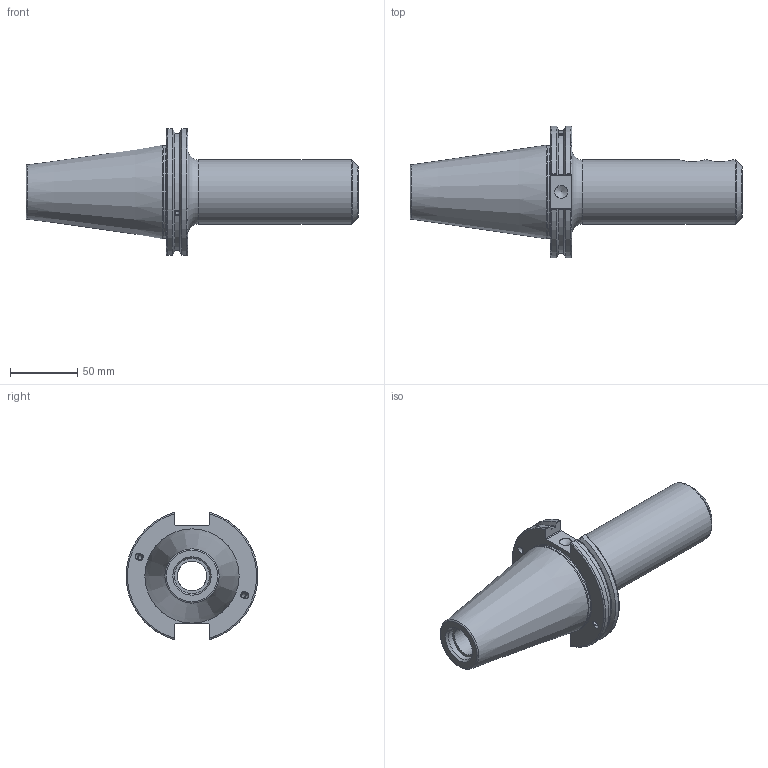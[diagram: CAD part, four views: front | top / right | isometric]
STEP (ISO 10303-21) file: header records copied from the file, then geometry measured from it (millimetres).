
FILE_DESCRIPTION(/* description */ (''),/* implementation_level */ '2;1');
FILE_NAME(/* name */ 'AL112B.stp',/* time_stamp */ '2025-01-23T10:01:24+09:00',/* author */ ('YSH'),/* organization */ (''),/* preprocessor_version */ 'ST-DEVELOPER v20',/* originating_system */ 'Autodesk Inventor 2025',/* authorisation */ '');
FILE_SCHEMA (('AUTOMOTIVE_DESIGN { 1 0 10303 214 3 1 1 }'));
Length unit declared in the file: millimetre
Products named in the file (1): LO-CAT50ADB-EMH22.225-146
Bounding box: 247.6 x 98.06 x 94.69 mm (x, y, z)
Volume: 490138.6 mm3; surface area: 72359.6 mm2
Topology: 1 solids, 1 shells, 87 faces, 236 edges, 158 vertices
Faces by surface type: plane 37, cylinder 27, cone 13, torus 10
Full cylindrical faces by diameter (mm): 3.242 x4, 4.134 x2, 4.2 x2, 5 x2, 9.525 x1, 14.351 x2, 21.971 x1, 22.225 x1, 23.425 x1, 26.2 x1, 47.752 x1, 69.25 x1
Entity records: 3291 total; most frequent: CARTESIAN_POINT 1089, ORIENTED_EDGE 466, DIRECTION 426, EDGE_CURVE 233, AXIS2_PLACEMENT_3D 167, VERTEX_POINT 158, EDGE_LOOP 111, LINE 92
